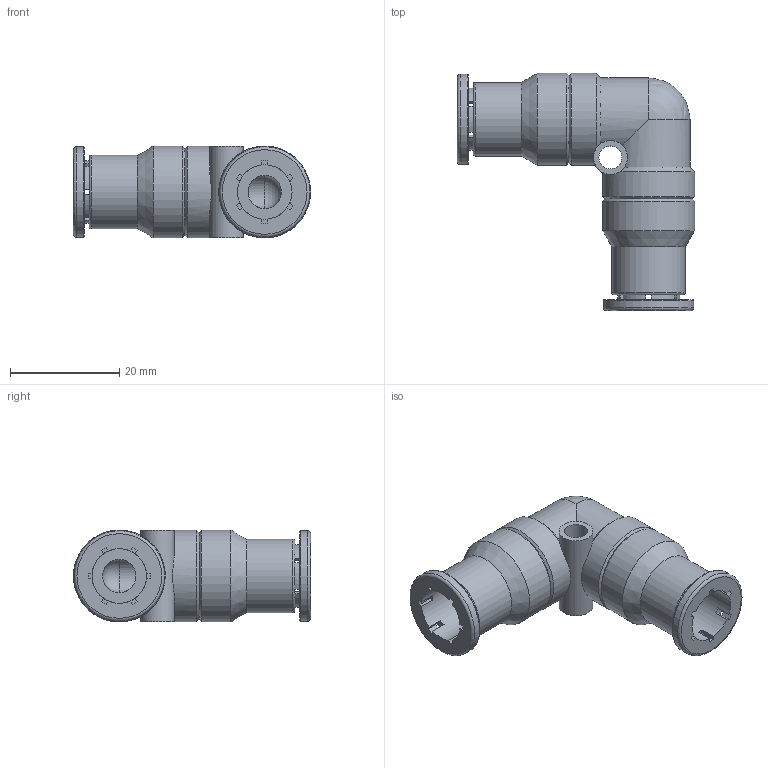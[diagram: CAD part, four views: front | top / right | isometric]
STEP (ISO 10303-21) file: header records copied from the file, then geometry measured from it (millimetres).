
FILE_DESCRIPTION(/* description */ ('STEP AP214'),/* implementation_level */ '2;1');
FILE_NAME(/* name */ '130665_CRQSL-10',/* time_stamp */ '2024-08-08T21:37:52+02:00',/* author */ ('License CC BY-ND 4.0'),/* organization */ ('CADENAS'),/* preprocessor_version */ 'ST-DEVELOPER v19.3',/* originating_system */ 'PARTsolutions',/* authorisation */ ' ');
FILE_SCHEMA (('AUTOMOTIVE_DESIGN {1 0 10303 214 3 1 1}'));
Length unit declared in the file: millimetre
Products named in the file (1): 130665 CRQSL-10
Bounding box: 43.4 x 43.4 x 16.8 mm (x, y, z)
Volume: 8145.9 mm3; surface area: 6289.9 mm2
Topology: 1 solids, 1 shells, 90 faces, 281 edges, 172 vertices
Faces by surface type: cylinder 40, plane 34, cone 8, torus 6, sphere 2
Full cylindrical faces by diameter (mm): 4.2 x1, 6.1 x2, 6.2 x1, 10 x2, 13.44 x2, 16.5 x2, 16.8 x4
Entity records: 3002 total; most frequent: CARTESIAN_POINT 546, DIRECTION 528, ORIENTED_EDGE 486, EDGE_CURVE 243, AXIS2_PLACEMENT_3D 204, VERTEX_POINT 164, EDGE_LOOP 127, FACE_BOUND 127
